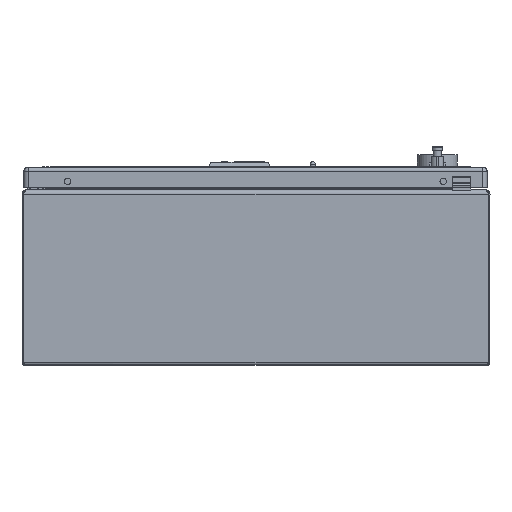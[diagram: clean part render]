
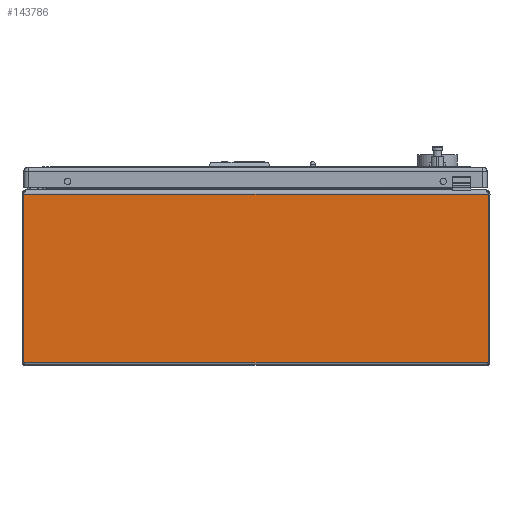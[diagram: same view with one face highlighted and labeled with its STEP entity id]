
A CAD part, front view. The second image highlights one B-rep face of the part: STEP entity #143786.
In plain terms, the highlighted planar face has unit normal (0, -1, 0).
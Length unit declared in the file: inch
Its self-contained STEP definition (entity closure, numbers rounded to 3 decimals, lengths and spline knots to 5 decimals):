
#533 = VERTEX_POINT ( 'NONE', #146479 ) ;
#653 = FACE_OUTER_BOUND ( 'NONE', #77111, .T. ) ;
#1232 = PLANE ( 'NONE',  #85362 ) ;
#4123 = VECTOR ( 'NONE', #164580, 39.37008 ) ;
#11433 = LINE ( 'NONE', #85522, #4123 ) ;
#22973 = ORIENTED_EDGE ( 'NONE', *, *, #94796, .F. ) ;
#25041 = VECTOR ( 'NONE', #45259, 39.37008 ) ;
#25654 = ORIENTED_EDGE ( 'NONE', *, *, #49731, .T. ) ;
#25825 = EDGE_CURVE ( 'NONE', #68248, #533, #115717, .T. ) ;
#36694 = DIRECTION ( 'NONE',  ( -1., 0., 0. ) ) ;
#39457 = ORIENTED_EDGE ( 'NONE', *, *, #126705, .T. ) ;
#45259 = DIRECTION ( 'NONE',  ( -1., 0., 0. ) ) ;
#47697 = CARTESIAN_POINT ( 'NONE',  ( -8., -10., 0.097 ) ) ;
#49731 = EDGE_CURVE ( 'NONE', #114524, #64407, #108451, .T. ) ;
#61320 = CARTESIAN_POINT ( 'NONE',  ( 7.94693, -10., 5.859 ) ) ;
#64407 = VERTEX_POINT ( 'NONE', #98827 ) ;
#68248 = VERTEX_POINT ( 'NONE', #165495 ) ;
#77111 = EDGE_LOOP ( 'NONE', ( #22973, #80380, #39457, #25654 ) ) ;
#80380 = ORIENTED_EDGE ( 'NONE', *, *, #25825, .F. ) ;
#85362 = AXIS2_PLACEMENT_3D ( 'NONE', #112201, #189098, #97736 ) ;
#85522 = CARTESIAN_POINT ( 'NONE',  ( -7.94693, -10., 5.859 ) ) ;
#94796 = EDGE_CURVE ( 'NONE', #533, #64407, #11433, .T. ) ;
#97736 = DIRECTION ( 'NONE',  ( 0., 0., -1. ) ) ;
#98827 = CARTESIAN_POINT ( 'NONE',  ( -7.94693, -10., 5.859 ) ) ;
#108451 = LINE ( 'NONE', #122750, #25041 ) ;
#112201 = CARTESIAN_POINT ( 'NONE',  ( -108., -10., 5.859 ) ) ;
#114524 = VERTEX_POINT ( 'NONE', #61320 ) ;
#115717 = LINE ( 'NONE', #47697, #135478 ) ;
#122750 = CARTESIAN_POINT ( 'NONE',  ( -108., -10., 5.859 ) ) ;
#126705 = EDGE_CURVE ( 'NONE', #68248, #114524, #169276, .T. ) ;
#133216 = CARTESIAN_POINT ( 'NONE',  ( 7.94693, -10., 5.859 ) ) ;
#135478 = VECTOR ( 'NONE', #36694, 39.37008 ) ;
#143786 = ADVANCED_FACE ( 'NONE', ( #653 ), #1232, .T. ) ;
#146479 = CARTESIAN_POINT ( 'NONE',  ( -7.94693, -10., 0.097 ) ) ;
#150418 = DIRECTION ( 'NONE',  ( 0., 0., 1. ) ) ;
#164580 = DIRECTION ( 'NONE',  ( 0., 0., 1. ) ) ;
#165495 = CARTESIAN_POINT ( 'NONE',  ( 7.94693, -10., 0.097 ) ) ;
#169276 = LINE ( 'NONE', #133216, #174154 ) ;
#174154 = VECTOR ( 'NONE', #150418, 39.37008 ) ;
#189098 = DIRECTION ( 'NONE',  ( 0., -1., 0. ) ) ;
